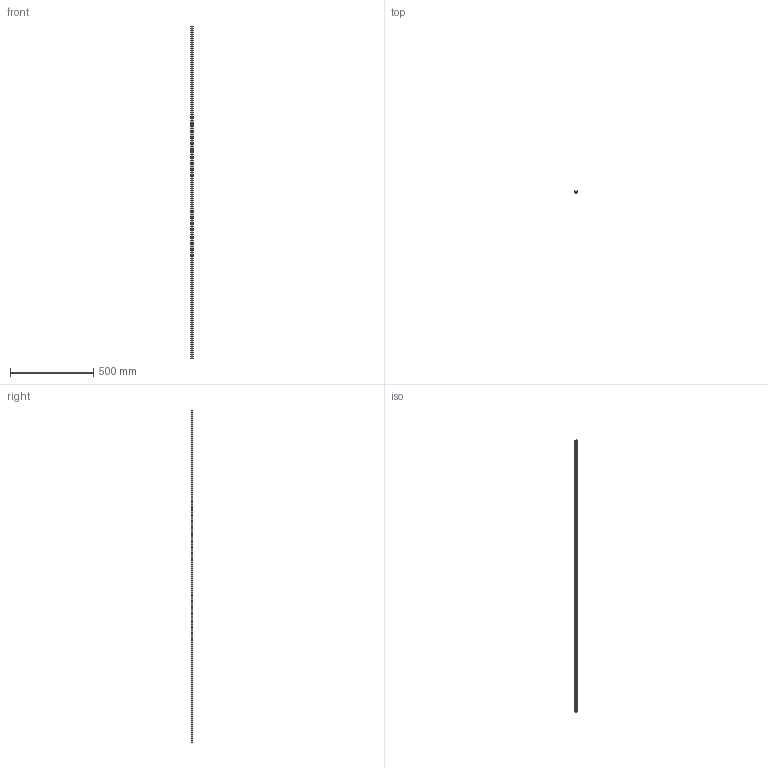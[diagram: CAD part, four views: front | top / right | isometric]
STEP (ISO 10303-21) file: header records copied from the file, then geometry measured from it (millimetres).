
FILE_DESCRIPTION (( 'STEP AP203' ), '1' );
FILE_NAME ('151164.step', '2021-06-03T16:30:37', ( '' ), ( '' ), 'SwSTEP 2.0', 'SolidWorks 2021', '' );
FILE_SCHEMA (( 'CONFIG_CONTROL_DESIGN' ));
Length unit declared in the file: millimetre
Products named in the file (1): 151164
Bounding box: 13.31 x 10.7 x 2000 mm (x, y, z)
Volume: 47895.2 mm3; surface area: 151731.7 mm2
Topology: 1 solids, 1 shells, 49 faces, 141 edges, 94 vertices
Faces by surface type: plane 28, cylinder 21
Entity records: 1694 total; most frequent: CARTESIAN_POINT 285, DIRECTION 283, ORIENTED_EDGE 282, EDGE_CURVE 141, LINE 99, VECTOR 99, VERTEX_POINT 94, AXIS2_PLACEMENT_3D 92
